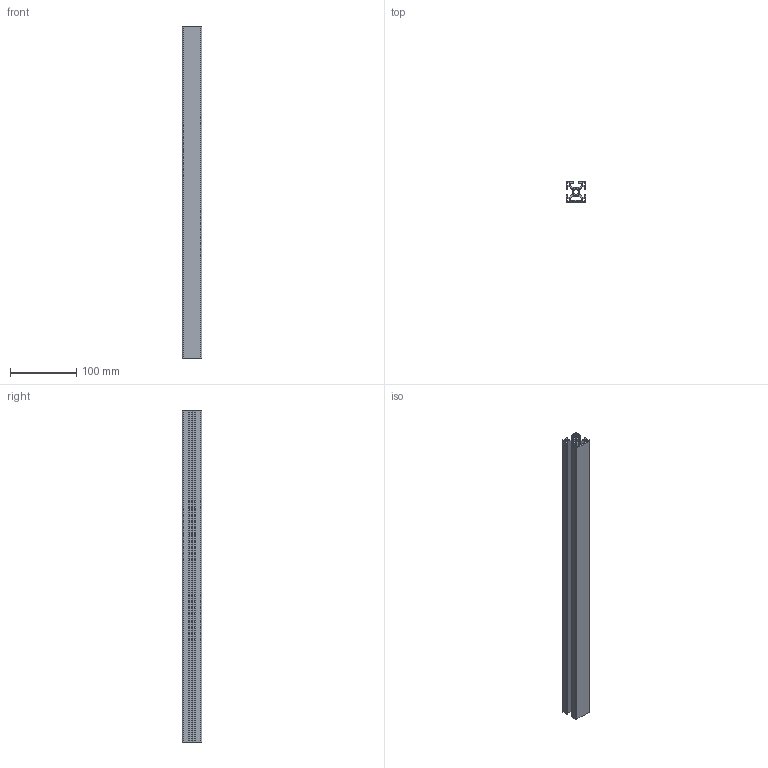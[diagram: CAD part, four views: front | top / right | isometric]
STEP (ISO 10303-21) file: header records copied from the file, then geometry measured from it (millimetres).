
FILE_DESCRIPTION (( 'STEP AP203' ), '1' );
FILE_NAME ('8 30X30 3S.STEP', '2012-06-01T08:23:14', ( 'alle' ), ( 'Hewlett-Packard Company' ), 'SwSTEP 2.0', 'SolidWorks 2011', '' );
FILE_SCHEMA (( 'CONFIG_CONTROL_DESIGN' ));
Length unit declared in the file: millimetre
Products named in the file (1): M ATP B8 30303N
Bounding box: 30 x 30 x 500 mm (x, y, z)
Volume: 166066.6 mm3; surface area: 172019.3 mm2
Topology: 1 solids, 1 shells, 174 faces, 516 edges, 344 vertices
Faces by surface type: plane 90, cylinder 84
Entity records: 5969 total; most frequent: CARTESIAN_POINT 1035, DIRECTION 1034, ORIENTED_EDGE 1032, EDGE_CURVE 516, VECTOR 348, LINE 348, VERTEX_POINT 344, AXIS2_PLACEMENT_3D 343
